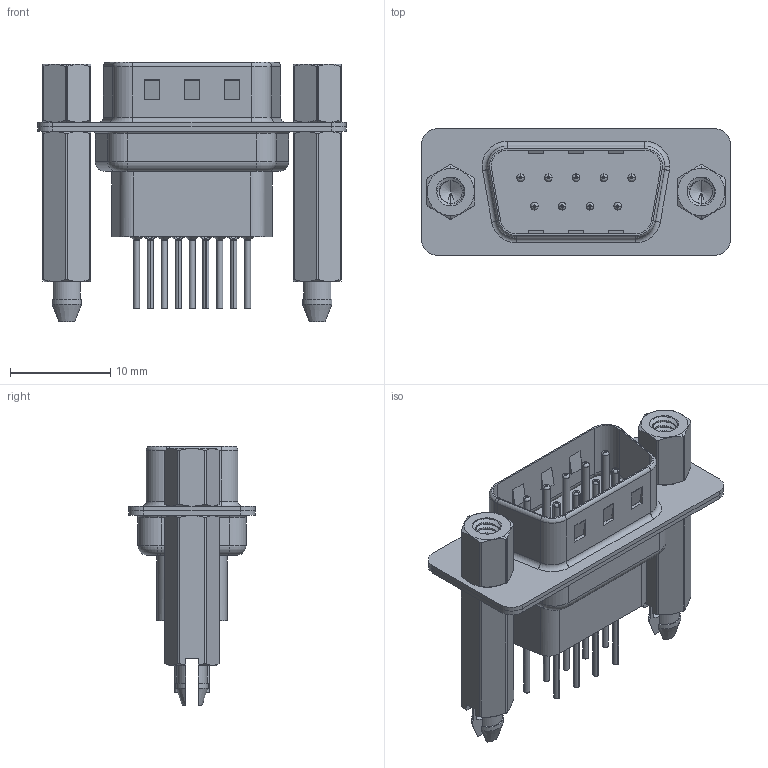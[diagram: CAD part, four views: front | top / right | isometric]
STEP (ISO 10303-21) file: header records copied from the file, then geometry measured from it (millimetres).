
FILE_DESCRIPTION (( 'STEP AP203' ), '1' );
FILE_NAME ('627-009-381-057.STEP', '2020-07-14T03:35:21', ( '' ), ( '' ), 'SwSTEP 2.0', 'SolidWorks 2020', '' );
FILE_SCHEMA (( 'CONFIG_CONTROL_DESIGN' ));
Length unit declared in the file: millimetre
Products named in the file (8): 627 4-40 Threaded Boardlock_HP81; 627-009-381-057; 627 Contact Row 1_61; 627 Housing_09 HP; 627 Shell Rear_09 Contacts; 627 4-40 Hex Standoff; 627 Contact Row 2_61; 627 Shell Front_09 Contacts
Assembly tree (16 placements, depth 2):
  627-009-381-057
    627 Housing_09 HP
    627 Shell Front_09 Contacts
    627 Shell Rear_09 Contacts
    627 Contact Row 1_61  x5
    627 Contact Row 2_61  x4
    627 4-40 Hex Standoff  x2
    627 4-40 Threaded Boardlock_HP81  x2
Bounding box: 30.8 x 12.6 x 25.9 mm (x, y, z)
Volume: 2375.4 mm3; surface area: 6059.9 mm2
Topology: 16 solids, 16 shells, 1420 faces, 3725 edges, 2355 vertices
Faces by surface type: cylinder 600, plane 377, torus 299, cone 126, bspline 18
Entity records: 25941 total; most frequent: CARTESIAN_POINT 9273, DIRECTION 3350, ORIENTED_EDGE 3294, EDGE_CURVE 1647, AXIS2_PLACEMENT_3D 1331, VERTEX_POINT 1049, EDGE_LOOP 712, VECTOR 688
